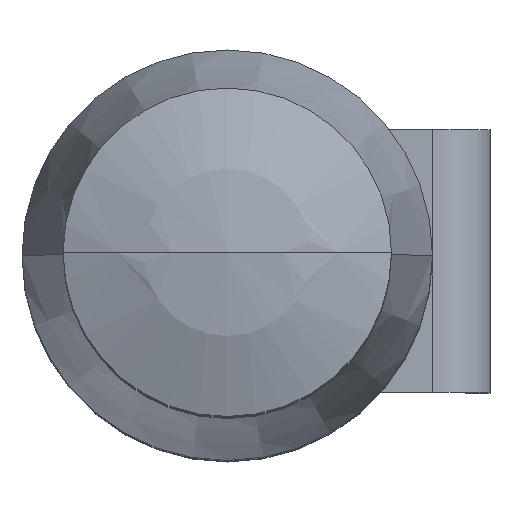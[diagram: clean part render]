
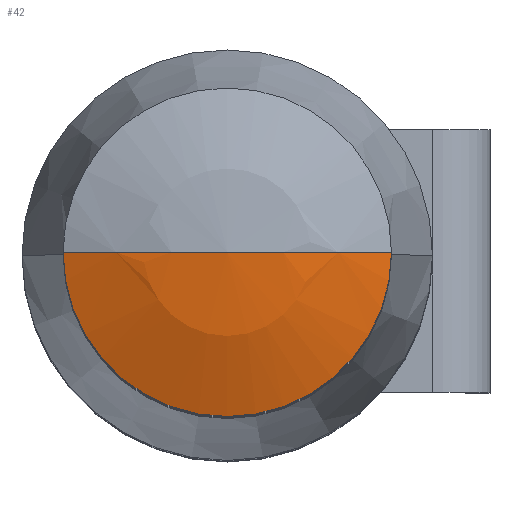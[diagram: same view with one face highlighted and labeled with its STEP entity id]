
A CAD part, top view. The second image highlights one B-rep face of the part: STEP entity #42.
In plain terms, the highlighted spherical face has radius 52 mm.
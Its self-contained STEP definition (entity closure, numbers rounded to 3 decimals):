
#1=CARTESIAN_POINT('POINT1706',(0.,0.,
   612.2));
#2=VERTEX_POINT('VERTEX1706',#1);
#3=CARTESIAN_POINT('POINT1707',(-20.,0.,
   608.2));
#4=VERTEX_POINT('VERTEX1707',#3);
#5=CARTESIAN_POINT('POS2822',(0.,
   0.,560.2));
#6=DIRECTION('DIR4400',(0.,-1.,0.));
#7=DIRECTION('DIR4401',(0.,0.,1.));
#8=AXIS2_PLACEMENT_3D('AXIS1579',#5,#6,#7);
#9=CIRCLE('ELLIPSE756',#8,52.);
#10=EDGE_CURVE('EDGE2628',#2,#4,#9,.T.);
#12=CARTESIAN_POINT('POINT1708',(20.,0.,
   608.2));
#13=VERTEX_POINT('VERTEX1708',#12);
#14=CARTESIAN_POINT('POS2823',(0.,
   0.,560.2));
#15=DIRECTION('DIR4402',(0.,-1.,0.));
#16=DIRECTION('DIR4403',(0.,0.,1.));
#17=AXIS2_PLACEMENT_3D('AXIS1580',#14,#15,#16);
#18=CIRCLE('ELLIPSE757',#17,52.);
#19=EDGE_CURVE('EDGE2629',#13,#2,#18,.T.);
#21=CARTESIAN_POINT('POS2824',(0.,0.,608.2));
#22=DIRECTION('DIR4404',(0.,0.,-1.));
#23=DIRECTION('DIR4405',(1.,0.,0.));
#24=AXIS2_PLACEMENT_3D('AXIS1581',#21,#22,#23);
#25=CIRCLE('ELLIPSE758',#24,20.);
#30=CARTESIAN_POINT('POS2825',(0.,
   0.,560.2));
#31=DIRECTION('DIR4406',(0.,0.,1.));
#32=DIRECTION('DIR4407',(1.,0.,0.));
#33=AXIS2_PLACEMENT_3D('AXIS1582',#30,#31,#32);
#34=SPHERICAL_SURFACE('SPHERE_SURF9',#33,52.);
#36=ORIENTED_EDGE('COEDGE5282',*,*,#10,.T.);
#37=EDGE_CURVE('EDGE2631',#13,#4,#25,.T.);
#38=ORIENTED_EDGE('COEDGE5283',*,*,#37,.F.);
#39=ORIENTED_EDGE('COEDGE5284',*,*,#19,.T.);
#40=EDGE_LOOP('NONE',(#36,#38,#39));
#41=FACE_BOUND('LOOP1',#40,.T.);
#42=ADVANCED_FACE('FACE1140',(#41),#34,.T.);
